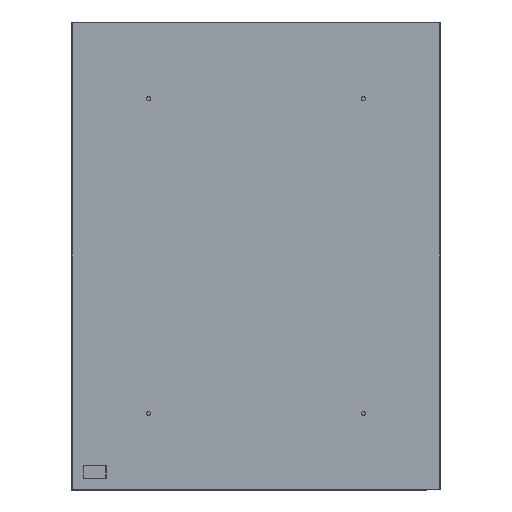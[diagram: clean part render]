
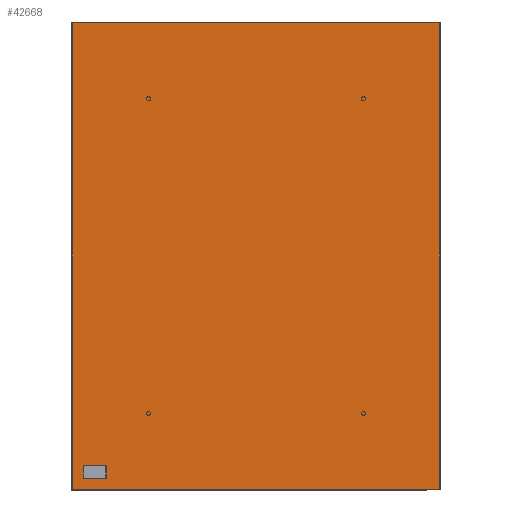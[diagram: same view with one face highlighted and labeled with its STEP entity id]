
A CAD part, left-side view. The second image highlights one B-rep face of the part: STEP entity #42668.
In plain terms, the highlighted planar face has unit normal (-1, 0, 0).
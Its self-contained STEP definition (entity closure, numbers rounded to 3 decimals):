
#42307=CARTESIAN_POINT('',(2565.169,4233.13,608.7));
#42308=VERTEX_POINT('',#42307);
#42309=CARTESIAN_POINT('',(2565.169,3755.393,608.7));
#42310=VERTEX_POINT('',#42309);
#42311=CARTESIAN_POINT('',(2565.169,4233.13,608.7));
#42312=DIRECTION('',(0.0,-1.0,0.0));
#42313=VECTOR('',#42312,477.737);
#42314=LINE('',#42311,#42313);
#42315=EDGE_CURVE('',#42308,#42310,#42314,.T.);
#42347=CARTESIAN_POINT('',(2565.169,3755.062,608.369));
#42348=VERTEX_POINT('',#42347);
#42349=CARTESIAN_POINT('',(2565.169,3755.393,608.7));
#42350=DIRECTION('',(0.0,-0.707,-0.707));
#42351=VECTOR('',#42350,0.469);
#42352=LINE('',#42349,#42351);
#42353=EDGE_CURVE('',#42310,#42348,#42352,.T.);
#42378=CARTESIAN_POINT('',(2565.169,3755.062,1.131));
#42379=VERTEX_POINT('',#42378);
#42380=CARTESIAN_POINT('',(2565.169,3755.062,608.369));
#42381=DIRECTION('',(0.0,0.0,-1.0));
#42382=VECTOR('',#42381,607.237);
#42383=LINE('',#42380,#42382);
#42384=EDGE_CURVE('',#42348,#42379,#42383,.T.);
#42418=CARTESIAN_POINT('',(2565.169,3755.393,0.8));
#42419=VERTEX_POINT('',#42418);
#42420=CARTESIAN_POINT('',(2565.169,3755.062,1.131));
#42421=DIRECTION('',(0.0,0.707,-0.707));
#42422=VECTOR('',#42421,0.469);
#42423=LINE('',#42420,#42422);
#42424=EDGE_CURVE('',#42379,#42419,#42423,.T.);
#42449=CARTESIAN_POINT('',(2565.169,4233.13,0.8));
#42450=VERTEX_POINT('',#42449);
#42451=CARTESIAN_POINT('',(2565.169,3755.393,0.8));
#42452=DIRECTION('',(0.0,1.0,0.0));
#42453=VECTOR('',#42452,477.737);
#42454=LINE('',#42451,#42453);
#42455=EDGE_CURVE('',#42419,#42450,#42454,.T.);
#42480=CARTESIAN_POINT('',(2565.169,4233.462,1.131));
#42481=VERTEX_POINT('',#42480);
#42482=CARTESIAN_POINT('',(2565.169,4233.13,0.8));
#42483=DIRECTION('',(0.0,0.707,0.707));
#42484=VECTOR('',#42483,0.469);
#42485=LINE('',#42482,#42484);
#42486=EDGE_CURVE('',#42450,#42481,#42485,.T.);
#42511=CARTESIAN_POINT('',(2565.169,4233.462,608.369));
#42512=VERTEX_POINT('',#42511);
#42513=CARTESIAN_POINT('',(2565.169,4233.462,1.131));
#42514=DIRECTION('',(0.0,0.0,1.0));
#42515=VECTOR('',#42514,607.237);
#42516=LINE('',#42513,#42515);
#42517=EDGE_CURVE('',#42481,#42512,#42516,.T.);
#42540=CARTESIAN_POINT('',(2565.169,4233.462,608.369));
#42541=DIRECTION('',(0.0,-0.707,0.707));
#42542=VECTOR('',#42541,0.469);
#42543=LINE('',#42540,#42542);
#42544=EDGE_CURVE('',#42512,#42308,#42543,.T.);
#42653=CARTESIAN_POINT('',(2565.169,3994.262,0.799));
#42654=DIRECTION('',(-1.0,0.0,0.0));
#42655=DIRECTION('',(0.0,0.0,1.0));
#42656=AXIS2_PLACEMENT_3D('',#42653,#42654,#42655);
#42657=PLANE('',#42656);
#42658=ORIENTED_EDGE('',*,*,#42315,.F.);
#42659=ORIENTED_EDGE('',*,*,#42544,.F.);
#42660=ORIENTED_EDGE('',*,*,#42517,.F.);
#42661=ORIENTED_EDGE('',*,*,#42486,.F.);
#42662=ORIENTED_EDGE('',*,*,#42455,.F.);
#42663=ORIENTED_EDGE('',*,*,#42424,.F.);
#42664=ORIENTED_EDGE('',*,*,#42384,.F.);
#42665=ORIENTED_EDGE('',*,*,#42353,.F.);
#42666=EDGE_LOOP('',(#42658,#42659,#42660,#42661,#42662,#42663,#42664,#42665));
#42667=FACE_OUTER_BOUND('',#42666,.T.);
#42668=ADVANCED_FACE('',(#42667),#42657,.T.);
